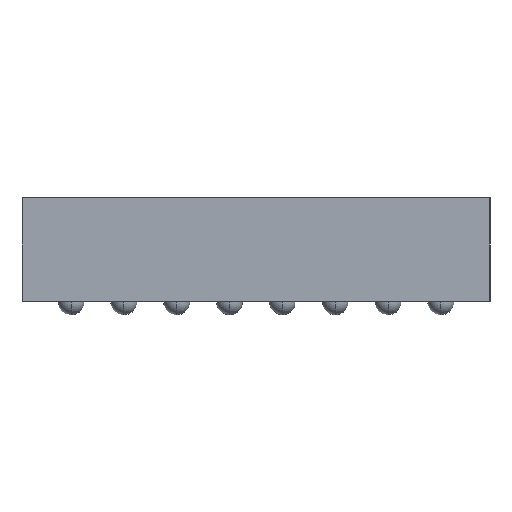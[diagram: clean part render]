
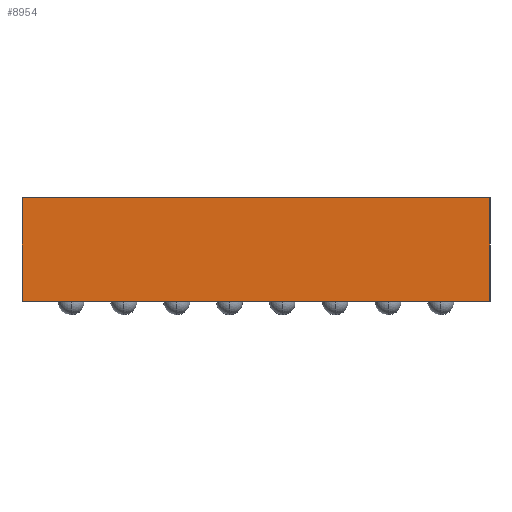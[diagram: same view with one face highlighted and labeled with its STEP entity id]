
A CAD part, left-side view. The second image highlights one B-rep face of the part: STEP entity #8954.
In plain terms, the highlighted planar face has unit normal (-1, 0, 0).
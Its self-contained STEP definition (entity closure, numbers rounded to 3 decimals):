
#717 = DIRECTION ( 'NONE',  ( 1., 0., 0. ) ) ;
#868 = CARTESIAN_POINT ( 'NONE',  ( -7.5, -5.625, 2.5 ) ) ;
#1432 = VECTOR ( 'NONE', #23656, 1000. ) ;
#1852 = CARTESIAN_POINT ( 'NONE',  ( -7.5, -5.625, 0. ) ) ;
#2687 = CARTESIAN_POINT ( 'NONE',  ( -7.5, -5.625, 0. ) ) ;
#2734 = EDGE_CURVE ( 'NONE', #3716, #12891, #16499, .T. ) ;
#3716 = VERTEX_POINT ( 'NONE', #868 ) ;
#4958 = CARTESIAN_POINT ( 'NONE',  ( -7.5, 5.625, 2.5 ) ) ;
#5232 = VECTOR ( 'NONE', #23701, 1000. ) ;
#5296 = ORIENTED_EDGE ( 'NONE', *, *, #7110, .T. ) ;
#5307 = CARTESIAN_POINT ( 'NONE',  ( -7.5, -5.625, 2.5 ) ) ;
#5703 = LINE ( 'NONE', #1852, #5232 ) ;
#5763 = VERTEX_POINT ( 'NONE', #23829 ) ;
#5919 = FACE_OUTER_BOUND ( 'NONE', #8662, .T. ) ;
#6403 = EDGE_CURVE ( 'NONE', #5763, #3716, #9006, .T. ) ;
#6872 = ORIENTED_EDGE ( 'NONE', *, *, #6403, .F. ) ;
#7110 = EDGE_CURVE ( 'NONE', #5763, #22663, #15484, .T. ) ;
#8662 = EDGE_LOOP ( 'NONE', ( #11289, #14034, #6872, #5296 ) ) ;
#8954 = ADVANCED_FACE ( 'NONE', ( #5919 ), #13650, .F. ) ;
#9006 = LINE ( 'NONE', #5307, #1432 ) ;
#9782 = EDGE_CURVE ( 'NONE', #22663, #12891, #5703, .T. ) ;
#10944 = DIRECTION ( 'NONE',  ( 0., 0., -1. ) ) ;
#11289 = ORIENTED_EDGE ( 'NONE', *, *, #9782, .T. ) ;
#11570 = VECTOR ( 'NONE', #10944, 1000. ) ;
#12891 = VERTEX_POINT ( 'NONE', #2687 ) ;
#13650 = PLANE ( 'NONE',  #17140 ) ;
#14034 = ORIENTED_EDGE ( 'NONE', *, *, #2734, .F. ) ;
#15484 = LINE ( 'NONE', #4958, #22811 ) ;
#15601 = DIRECTION ( 'NONE',  ( 0., 0., -1. ) ) ;
#15719 = CARTESIAN_POINT ( 'NONE',  ( -7.5, 5.625, 0. ) ) ;
#16499 = LINE ( 'NONE', #17969, #11570 ) ;
#17140 = AXIS2_PLACEMENT_3D ( 'NONE', #19016, #717, #17278 ) ;
#17278 = DIRECTION ( 'NONE',  ( 0., 0., -1. ) ) ;
#17969 = CARTESIAN_POINT ( 'NONE',  ( -7.5, -5.625, 2.5 ) ) ;
#19016 = CARTESIAN_POINT ( 'NONE',  ( -7.5, -5.625, 2.5 ) ) ;
#22663 = VERTEX_POINT ( 'NONE', #15719 ) ;
#22811 = VECTOR ( 'NONE', #15601, 1000. ) ;
#23656 = DIRECTION ( 'NONE',  ( 0., -1., 0. ) ) ;
#23701 = DIRECTION ( 'NONE',  ( 0., -1., 0. ) ) ;
#23829 = CARTESIAN_POINT ( 'NONE',  ( -7.5, 5.625, 2.5 ) ) ;
